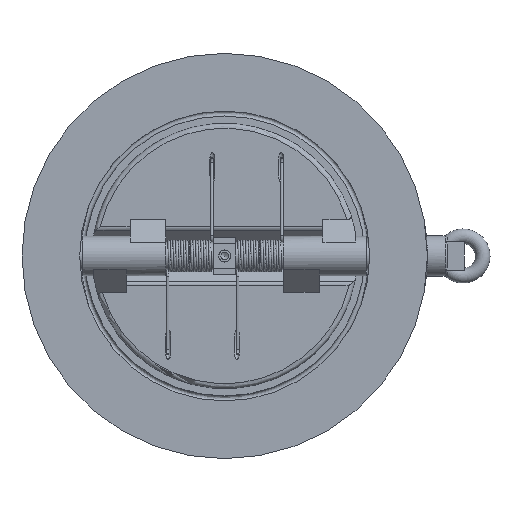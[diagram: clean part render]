
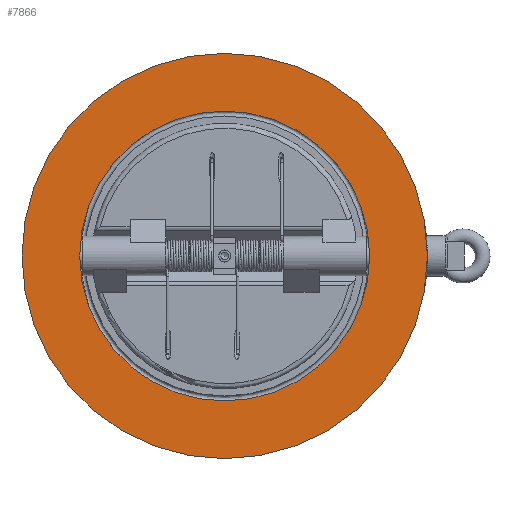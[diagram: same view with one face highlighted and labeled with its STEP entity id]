
A CAD part, front view. The second image highlights one B-rep face of the part: STEP entity #7866.
In plain terms, the highlighted planar face has unit normal (0, -1, 0).
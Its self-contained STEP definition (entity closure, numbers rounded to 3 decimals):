
#7737=CARTESIAN_POINT('',(-82.5,0.,0.0));
#7738=VERTEX_POINT('',#7737);
#7739=CARTESIAN_POINT('',(0.0,0.,0.0));
#7740=DIRECTION('',(0.0,1.0,0.0));
#7741=DIRECTION('',(-1.0,0.0,0.0));
#7742=AXIS2_PLACEMENT_3D('',#7739,#7740,#7741);
#7743=CIRCLE('',#7742,82.5);
#7744=EDGE_CURVE('',#7738,#7738,#7743,.T.);
#7834=CARTESIAN_POINT('',(-59.,0.,0.0));
#7835=VERTEX_POINT('',#7834);
#7836=CARTESIAN_POINT('',(0.0,0.,0.0));
#7837=DIRECTION('',(0.0,1.0,0.0));
#7838=DIRECTION('',(-1.0,0.0,0.0));
#7839=AXIS2_PLACEMENT_3D('',#7836,#7837,#7838);
#7840=CIRCLE('',#7839,59.);
#7841=EDGE_CURVE('',#7835,#7835,#7840,.T.);
#7855=CARTESIAN_POINT('',(-70.75,0.,0.0));
#7856=DIRECTION('',(0.0,-1.0,0.0));
#7857=DIRECTION('',(0.0,0.0,-1.0));
#7858=AXIS2_PLACEMENT_3D('',#7855,#7856,#7857);
#7859=PLANE('',#7858);
#7860=ORIENTED_EDGE('',*,*,#7744,.F.);
#7861=EDGE_LOOP('',(#7860));
#7862=FACE_OUTER_BOUND('',#7861,.T.);
#7863=ORIENTED_EDGE('',*,*,#7841,.T.);
#7864=EDGE_LOOP('',(#7863));
#7865=FACE_BOUND('',#7864,.T.);
#7866=ADVANCED_FACE('',(#7862,#7865),#7859,.T.);
